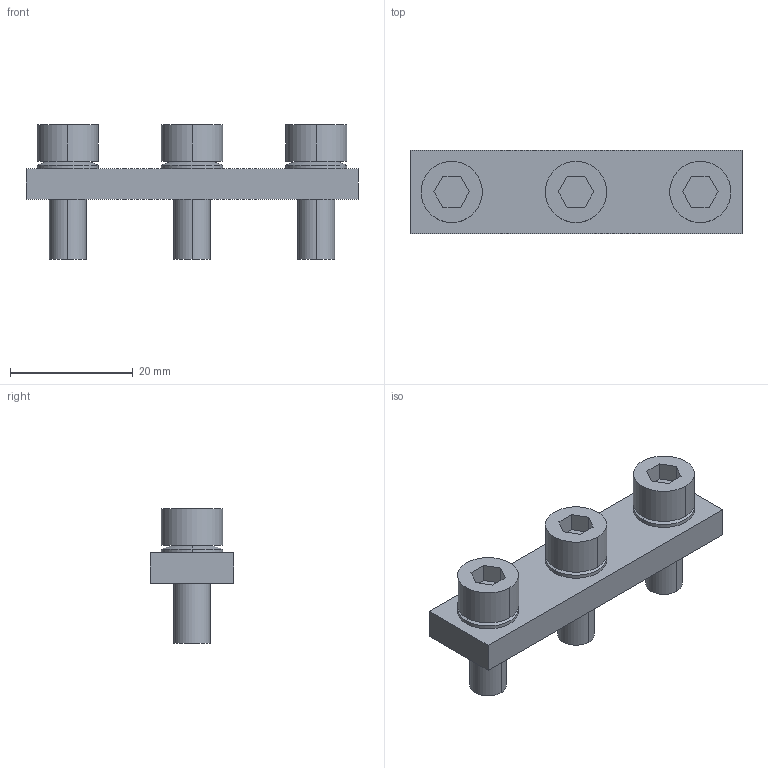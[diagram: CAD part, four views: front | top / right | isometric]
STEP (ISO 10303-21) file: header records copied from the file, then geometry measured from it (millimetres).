
FILE_DESCRIPTION(('Creo Elements/Direct Modeling STEP Export'),'2;1');
FILE_NAME('model.stp','2018-02-09T21:18:39',(''),(''),'Creo Elements/Direct Modeling STEP processor for AP214 (Solid Model)','Creo Elements/Direct Modeling 18.1I 14-Aug-2016 (C) Parametric Technology GmbH','');
FILE_SCHEMA(('AUTOMOTIVE_DESIGN { 1 0 10303 214 1 1 1 1 }'));
Length unit declared in the file: millimetre
Products named in the file (2): FBI_3-20_N_EX-select
Assembly tree (1 placements, depth 2):
  FBI_3-20_N_EX-select
    FBI_3-20_N_EX-select
Bounding box: 54.2 x 13.6 x 22 mm (x, y, z)
Volume: 5974.9 mm3; surface area: 3756.2 mm2
Topology: 1 solids, 1 shells, 60 faces, 135 edges, 89 vertices
Faces by surface type: plane 36, cylinder 18, cone 6
Entity records: 2075 total; most frequent: ORIENTED_EDGE 270, CARTESIAN_POINT 260, DIRECTION 252, EDGE_CURVE 135, VECTOR 90, LINE 90, VERTEX_POINT 89, AXIS2_PLACEMENT_3D 81
